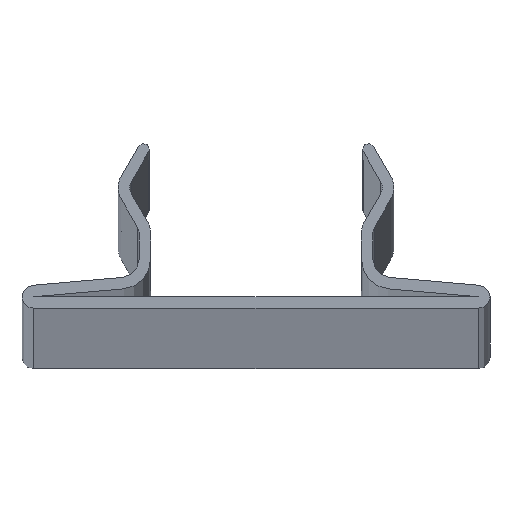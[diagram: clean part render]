
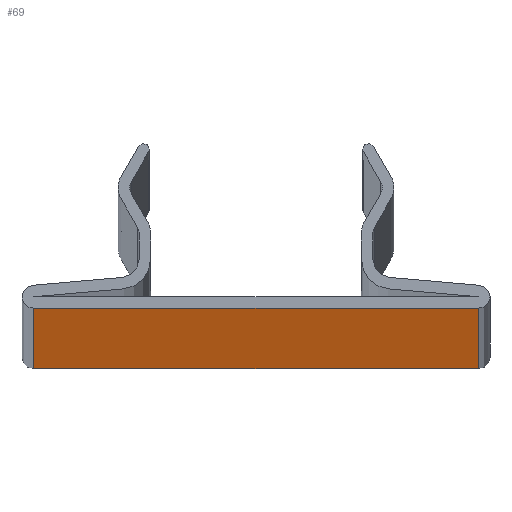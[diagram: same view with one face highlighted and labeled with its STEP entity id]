
A CAD part, top view. The second image highlights one B-rep face of the part: STEP entity #69.
In plain terms, the highlighted planar face has unit normal (0, -1, 0).
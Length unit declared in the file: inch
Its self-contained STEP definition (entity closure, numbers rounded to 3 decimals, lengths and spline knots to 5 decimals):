
#69=ADVANCED_FACE('',(#175),#176,.T.);
#175=FACE_OUTER_BOUND('',#315,.T.);
#176=PLANE('',#316);
#315=EDGE_LOOP('',(#449,#450,#451,#452));
#316=AXIS2_PLACEMENT_3D('',#453,#454,#455);
#449=ORIENTED_EDGE('',*,*,#878,.T.);
#450=ORIENTED_EDGE('',*,*,#879,.F.);
#451=ORIENTED_EDGE('',*,*,#880,.F.);
#452=ORIENTED_EDGE('',*,*,#881,.T.);
#453=CARTESIAN_POINT('',(0.0,-0.04,0.0));
#454=DIRECTION('',(0.,-1.0,0.0));
#455=DIRECTION('',(1.0,0.,-0.0));
#878=EDGE_CURVE('',#1049,#1050,#1051,.T.);
#879=EDGE_CURVE('',#1052,#1050,#1053,.T.);
#880=EDGE_CURVE('',#1054,#1052,#1055,.T.);
#881=EDGE_CURVE('',#1054,#1049,#1056,.T.);
#1049=VERTEX_POINT('',#1304);
#1050=VERTEX_POINT('',#1305);
#1051=LINE('',#1306,#1307);
#1052=VERTEX_POINT('',#1308);
#1053=LINE('',#1309,#1310);
#1054=VERTEX_POINT('',#1311);
#1055=LINE('',#1312,#1313);
#1056=LINE('',#1314,#1315);
#1304=CARTESIAN_POINT('',(0.7725,-0.04,120.0));
#1305=CARTESIAN_POINT('',(-0.7725,-0.04,120.0));
#1306=CARTESIAN_POINT('',(0.7725,-0.04,120.0));
#1307=VECTOR('',#1636,1.0);
#1308=CARTESIAN_POINT('',(-0.7725,-0.04,0.0));
#1309=CARTESIAN_POINT('',(-0.7725,-0.04,0.0));
#1310=VECTOR('',#1637,1.0);
#1311=CARTESIAN_POINT('',(0.7725,-0.04,0.0));
#1312=CARTESIAN_POINT('',(0.7725,-0.04,0.0));
#1313=VECTOR('',#1638,1.0);
#1314=CARTESIAN_POINT('',(0.7725,-0.04,0.0));
#1315=VECTOR('',#1639,1.0);
#1636=DIRECTION('',(-1.0,0.,0.0));
#1637=DIRECTION('',(0.0,0.0,1.0));
#1638=DIRECTION('',(-1.0,0.,0.0));
#1639=DIRECTION('',(0.0,0.0,1.0));
